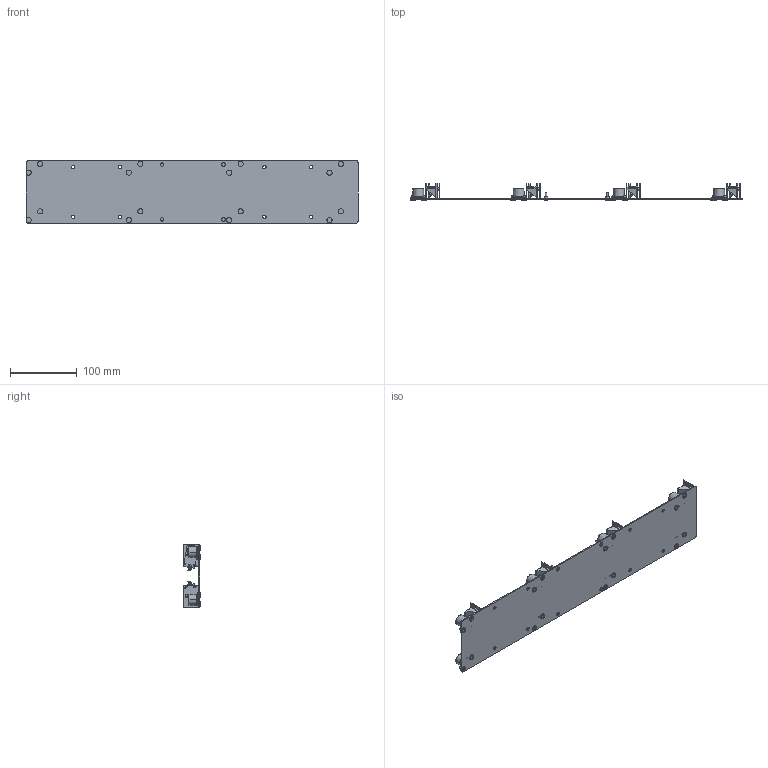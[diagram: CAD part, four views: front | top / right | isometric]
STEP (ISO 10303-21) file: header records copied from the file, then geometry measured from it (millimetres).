
FILE_DESCRIPTION((''),'2;1');
FILE_NAME('SUPORT_ASM_ASM','2014-12-03T',('Administrator'),(''),'PRO/ENGINEER BY PARAMETRIC TECHNOLOGY CORPORATION, 2010280','PRO/ENGINEER BY PARAMETRIC TECHNOLOGY CORPORATION, 2010280','');
FILE_SCHEMA(('CONFIG_CONTROL_DESIGN'));
Length unit declared in the file: millimetre
Products named in the file (7): SENSER_SUPPORT; IR_SENSOR; MAXSONAR-EZ4; M3-6; M3P3; M5-4-6; SUPORT_ASM_ASM
Assembly tree (41 placements, depth 2):
  SUPORT_ASM_ASM
    SENSER_SUPPORT
    IR_SENSOR  x8
    MAXSONAR-EZ4  x8
    M3-6  x16
    M3P3  x4
    M5-4-6  x4
Bounding box: 496.5 x 25.4 x 94.01 mm (x, y, z)
Volume: 123946.9 mm3; surface area: 141561.2 mm2
Topology: 41 solids, 41 shells, 2966 faces, 7663 edges, 5071 vertices
Faces by surface type: plane 1570, cylinder 764, extrusion 584, torus 32, cone 16
Entity records: 18721 total; most frequent: CARTESIAN_POINT 3775, ORIENTED_EDGE 3012, DIRECTION 3010, EDGE_CURVE 1506, AXIS2_PLACEMENT_3D 1046, VERTEX_POINT 999, VECTOR 918, LINE 845
